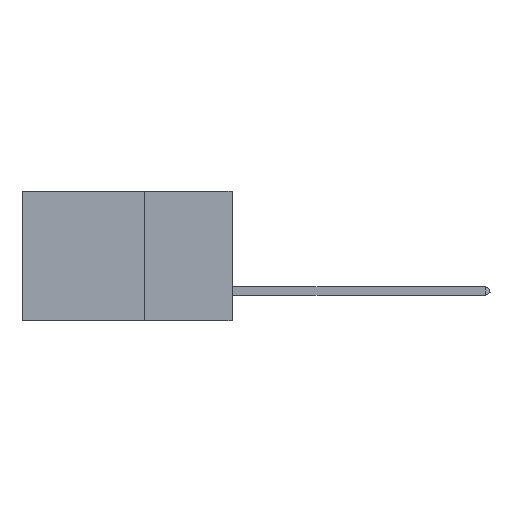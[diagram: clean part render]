
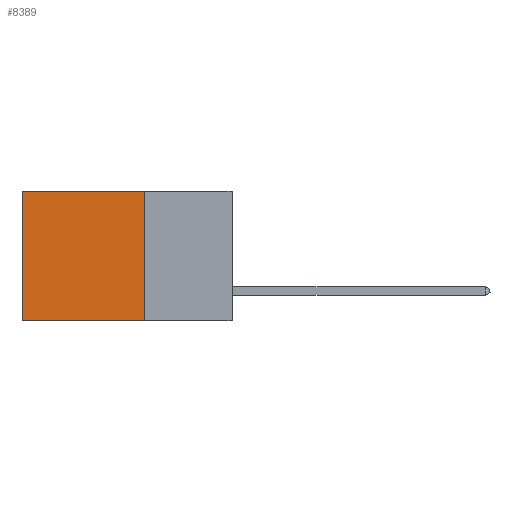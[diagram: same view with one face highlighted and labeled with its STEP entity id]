
A CAD part, left-side view. The second image highlights one B-rep face of the part: STEP entity #8389.
In plain terms, the highlighted planar face has unit normal (-1, 0, 0).
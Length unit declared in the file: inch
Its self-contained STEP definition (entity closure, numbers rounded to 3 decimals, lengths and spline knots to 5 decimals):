
#705 = ORIENTED_EDGE ( 'NONE', *, *, #12426, .T. ) ;
#920 = DIRECTION ( 'NONE',  ( 0., 1., 0. ) ) ;
#1749 = ORIENTED_EDGE ( 'NONE', *, *, #5096, .T. ) ;
#3480 = LINE ( 'NONE', #11112, #17373 ) ;
#3533 = VECTOR ( 'NONE', #14932, 39.37008 ) ;
#4302 = VERTEX_POINT ( 'NONE', #4353 ) ;
#4353 = CARTESIAN_POINT ( 'NONE',  ( 0.2875, 0.25, -0.37 ) ) ;
#5096 = EDGE_CURVE ( 'NONE', #7329, #16557, #3480, .T. ) ;
#5161 = PLANE ( 'NONE',  #10858 ) ;
#6511 = CARTESIAN_POINT ( 'NONE',  ( 0.2875, 0.6, 0. ) ) ;
#7200 = VERTEX_POINT ( 'NONE', #13662 ) ;
#7329 = VERTEX_POINT ( 'NONE', #13863 ) ;
#8115 = FACE_OUTER_BOUND ( 'NONE', #19253, .T. ) ;
#8116 = EDGE_CURVE ( 'NONE', #7329, #4302, #14090, .T. ) ;
#8389 = ADVANCED_FACE ( 'NONE', ( #8115 ), #5161, .F. ) ;
#8551 = CARTESIAN_POINT ( 'NONE',  ( 0.2875, 0.25, -0.37 ) ) ;
#9063 = DIRECTION ( 'NONE',  ( 0., 0., -1. ) ) ;
#10017 = VECTOR ( 'NONE', #9063, 39.37008 ) ;
#10858 = AXIS2_PLACEMENT_3D ( 'NONE', #14734, #11724, #13294 ) ;
#11112 = CARTESIAN_POINT ( 'NONE',  ( 0.2875, 0.25, 0. ) ) ;
#11724 = DIRECTION ( 'NONE',  ( 1., 0., 0. ) ) ;
#12136 = LINE ( 'NONE', #8551, #13139 ) ;
#12426 = EDGE_CURVE ( 'NONE', #16557, #7200, #12625, .T. ) ;
#12625 = LINE ( 'NONE', #14419, #3533 ) ;
#13139 = VECTOR ( 'NONE', #920, 39.37008 ) ;
#13294 = DIRECTION ( 'NONE',  ( 0., 0., -1. ) ) ;
#13363 = ORIENTED_EDGE ( 'NONE', *, *, #18648, .F. ) ;
#13662 = CARTESIAN_POINT ( 'NONE',  ( 0.2875, 0.6, -0.37 ) ) ;
#13863 = CARTESIAN_POINT ( 'NONE',  ( 0.2875, 0.25, 0. ) ) ;
#14090 = LINE ( 'NONE', #16912, #10017 ) ;
#14199 = DIRECTION ( 'NONE',  ( 0., 1., 0. ) ) ;
#14419 = CARTESIAN_POINT ( 'NONE',  ( 0.2875, 0.6, 0. ) ) ;
#14734 = CARTESIAN_POINT ( 'NONE',  ( 0.2875, 0.25, 0. ) ) ;
#14932 = DIRECTION ( 'NONE',  ( 0., 0., -1. ) ) ;
#16557 = VERTEX_POINT ( 'NONE', #6511 ) ;
#16912 = CARTESIAN_POINT ( 'NONE',  ( 0.2875, 0.25, 0. ) ) ;
#16923 = ORIENTED_EDGE ( 'NONE', *, *, #8116, .F. ) ;
#17373 = VECTOR ( 'NONE', #14199, 39.37008 ) ;
#18648 = EDGE_CURVE ( 'NONE', #4302, #7200, #12136, .T. ) ;
#19253 = EDGE_LOOP ( 'NONE', ( #705, #13363, #16923, #1749 ) ) ;
